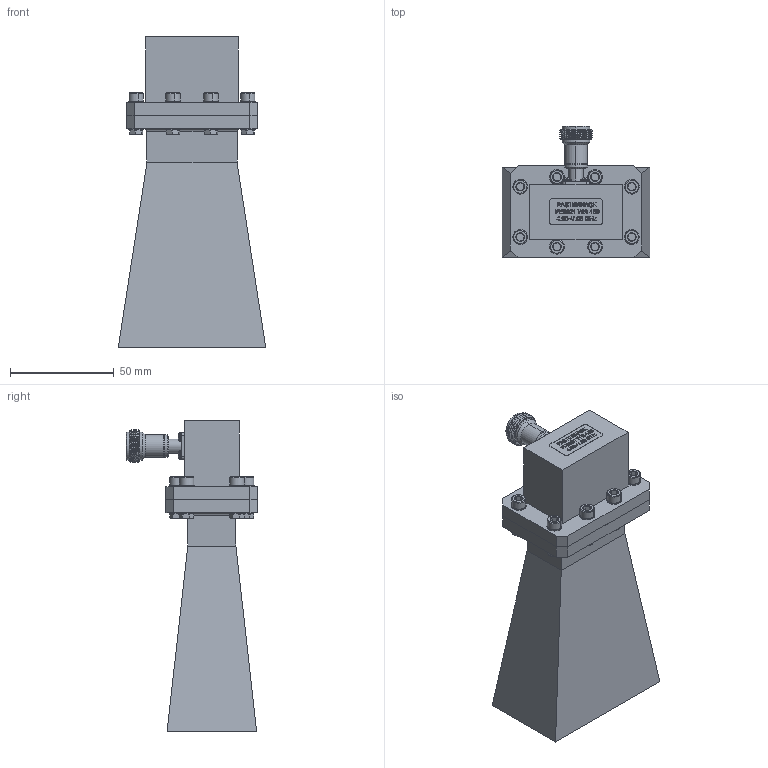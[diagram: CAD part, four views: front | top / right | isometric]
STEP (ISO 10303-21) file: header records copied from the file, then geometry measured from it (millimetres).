
FILE_DESCRIPTION (( 'STEP AP214' ), '1' );
FILE_NAME ('PE9860-NF-10.STEP', '2017-06-15T15:57:17', ( '' ), ( '' ), 'SwSTEP 2.0', 'SolidWorks 2014', '' );
FILE_SCHEMA (( 'AUTOMOTIVE_DESIGN' ));
Length unit declared in the file: inch
Products named in the file (5): PE9860-NF-10; PE9821; PE9860-10; Copy of Hex Screw^PE9860-NF-10; Copy of Nut^PE9860-NF-10
Assembly tree (18 placements, depth 2):
  PE9860-NF-10
    PE9860-10
    PE9821
    Copy of Hex Screw^PE9860-NF-10  x8
    Copy of Nut^PE9860-NF-10  x8
Bounding box: 71.25 x 63.63 x 150.11 mm (x, y, z)
Volume: 72526.1 mm3; surface area: 65839.9 mm2
Topology: 24 solids, 32 shells, 1090 faces, 2864 edges, 1938 vertices
Faces by surface type: plane 376, cylinder 367, cone 288, bspline 55, torus 4
Entity records: 32702 total; most frequent: CARTESIAN_POINT 12725, ORIENTED_EDGE 3634, DIRECTION 2643, EDGE_CURVE 1817, VERTEX_POINT 1322, AXIS2_PLACEMENT_3D 939, LINE 765, VECTOR 765
